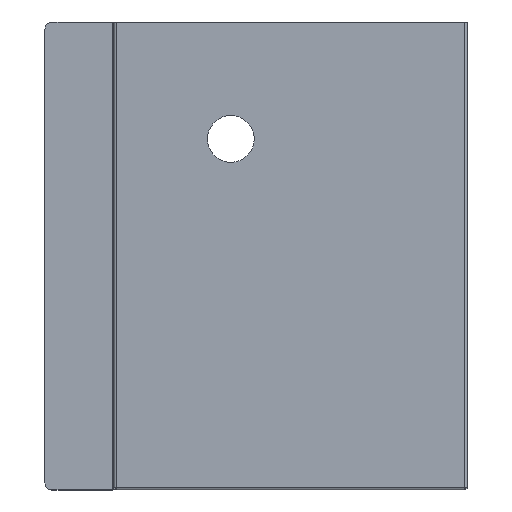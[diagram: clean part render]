
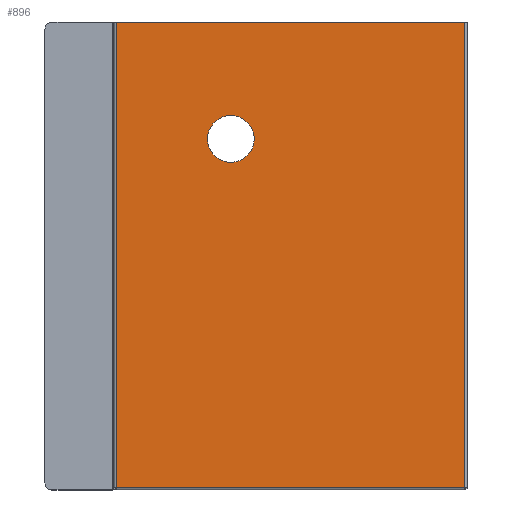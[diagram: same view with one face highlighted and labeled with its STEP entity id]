
A CAD part, top view. The second image highlights one B-rep face of the part: STEP entity #896.
In plain terms, the highlighted planar face has unit normal (0, 0, 1).
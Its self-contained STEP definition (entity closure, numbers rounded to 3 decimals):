
#27=FACE_BOUND('',#175,.T.);
#62=PLANE('',#996);
#115=FACE_OUTER_BOUND('',#174,.T.);
#174=EDGE_LOOP('',(#809,#810,#811,#812));
#175=EDGE_LOOP('',(#813,#814));
#257=LINE('',#1514,#348);
#259=LINE('',#1528,#350);
#262=LINE('',#1538,#353);
#269=LINE('',#1552,#360);
#348=VECTOR('',#1184,10.);
#350=VECTOR('',#1208,10.);
#353=VECTOR('',#1221,10.);
#360=VECTOR('',#1240,10.);
#376=CIRCLE('',#966,10.);
#377=CIRCLE('',#967,10.);
#421=VERTEX_POINT('',#1338);
#447=VERTEX_POINT('',#1467);
#454=VERTEX_POINT('',#1498);
#455=VERTEX_POINT('',#1499);
#459=VERTEX_POINT('',#1527);
#461=VERTEX_POINT('',#1536);
#554=EDGE_CURVE('',#454,#455,#376,.T.);
#555=EDGE_CURVE('',#455,#454,#377,.T.);
#563=EDGE_CURVE('',#421,#447,#257,.T.);
#570=EDGE_CURVE('',#459,#421,#259,.T.);
#576=EDGE_CURVE('',#461,#447,#262,.T.);
#584=EDGE_CURVE('',#459,#461,#269,.T.);
#809=ORIENTED_EDGE('',*,*,#563,.T.);
#810=ORIENTED_EDGE('',*,*,#576,.F.);
#811=ORIENTED_EDGE('',*,*,#584,.F.);
#812=ORIENTED_EDGE('',*,*,#570,.T.);
#813=ORIENTED_EDGE('',*,*,#554,.T.);
#814=ORIENTED_EDGE('',*,*,#555,.T.);
#896=ADVANCED_FACE('',(#115,#27),#62,.T.);
#966=AXIS2_PLACEMENT_3D('',#1500,#1165,#1166);
#967=AXIS2_PLACEMENT_3D('',#1501,#1167,#1168);
#996=AXIS2_PLACEMENT_3D('',#1553,#1241,#1242);
#1165=DIRECTION('center_axis',(0.,0.,
-1.));
#1166=DIRECTION('ref_axis',(1.,0.,0.));
#1167=DIRECTION('center_axis',(0.,0.,
-1.));
#1168=DIRECTION('ref_axis',(1.,0.,0.));
#1184=DIRECTION('',(1.,0.,0.));
#1208=DIRECTION('',(0.,-1.,0.));
#1221=DIRECTION('',(0.,-1.,0.));
#1240=DIRECTION('',(1.,0.,0.));
#1241=DIRECTION('center_axis',(0.,0.,
1.));
#1242=DIRECTION('ref_axis',(1.,0.,0.));
#1338=CARTESIAN_POINT('',(-74.5,-99.,50.5));
#1467=CARTESIAN_POINT('',(74.5,-99.,50.5));
#1498=CARTESIAN_POINT('',(-15.5,50.,50.5));
#1499=CARTESIAN_POINT('',(-35.5,50.,50.5));
#1500=CARTESIAN_POINT('Origin',(-25.5,50.,50.5));
#1501=CARTESIAN_POINT('Origin',(-25.5,50.,50.5));
#1514=CARTESIAN_POINT('',(-44.533,-99.,50.5));
#1527=CARTESIAN_POINT('',(-74.5,100.,50.5));
#1528=CARTESIAN_POINT('',(-74.5,0.,50.5));
#1536=CARTESIAN_POINT('',(74.5,100.,50.5));
#1538=CARTESIAN_POINT('',(74.5,0.,50.5));
#1552=CARTESIAN_POINT('',(-154.262,100.,50.5));
#1553=CARTESIAN_POINT('Origin',(-14.565,0.,50.5));
